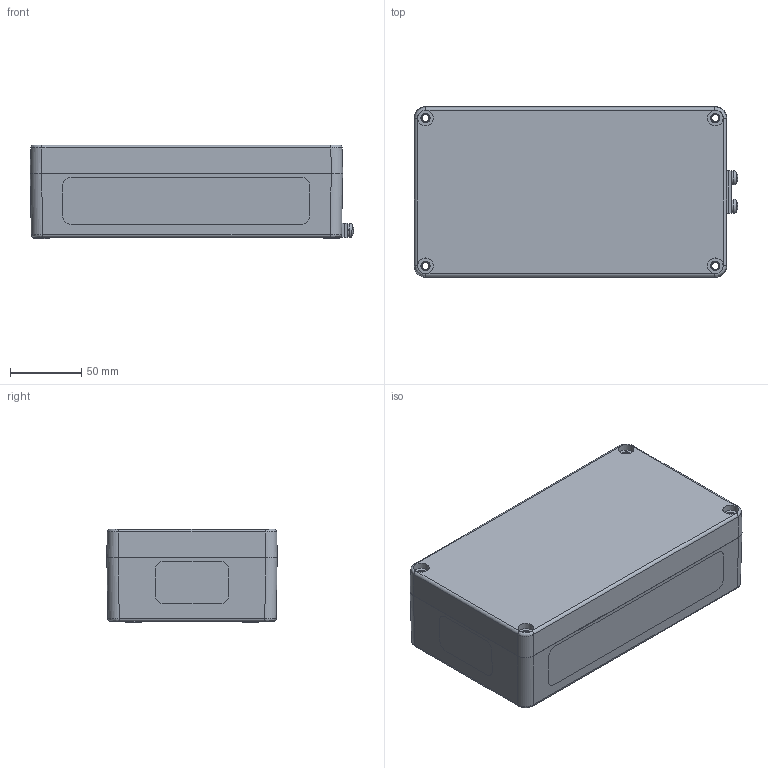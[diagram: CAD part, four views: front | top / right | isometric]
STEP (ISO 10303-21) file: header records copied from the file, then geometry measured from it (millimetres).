
FILE_DESCRIPTION((''),'2;1');
FILE_NAME('MBA Ex- 221265.stp','2011-12-21T13:42:52',('stefan.grimm'),(''),'Autodesk Inventor 2012','Autodesk Inventor 2012','');
FILE_SCHEMA(('AUTOMOTIVE_DESIGN { 1 0 10303 214 1 1 1 1 }'));
Length unit declared in the file: millimetre
Products named in the file (8): MBA Ex- 221265; MBA UT 221265 Aussenerde; OT 221265; Aussenerde m5 2; Aussenerde groß; AS 1968 5; NF EN 28744 - ersetzt durch NF EN ISO 8744 2 x 8; AS 1427 H - Metrisch M5 x 16
Assembly tree (10 placements, depth 3):
  MBA Ex- 221265
    MBA UT 221265 Aussenerde
    OT 221265
    Aussenerde m5 2
      Aussenerde groß  x2
      AS 1968 5  x2
      NF EN 28744 - ersetzt durch NF EN ISO 8744 2 x 8
      AS 1427 H - Metrisch M5 x 16  x2
Bounding box: 227.86 x 120 x 65.9 mm (x, y, z)
Volume: 440531.9 mm3; surface area: 201872.2 mm2
Topology: 9 solids, 9 shells, 829 faces, 1983 edges, 1233 vertices
Faces by surface type: plane 312, cylinder 202, bspline 194, torus 59, cone 56, sphere 6
Full cylindrical faces by diameter (mm): 2 x3, 4.134 x2, 4.51 x2, 4.917 x11, 5 x2, 5.5 x8, 6.3 x4, 6.4 x4, 9 x4, 10 x4, 11 x8
Entity records: 36438 total; most frequent: CARTESIAN_POINT 19442, ORIENTED_EDGE 3434, DIRECTION 3202, EDGE_CURVE 1717, AXIS2_PLACEMENT_3D 1195, VERTEX_POINT 1124, EDGE_LOOP 993, VECTOR 812
